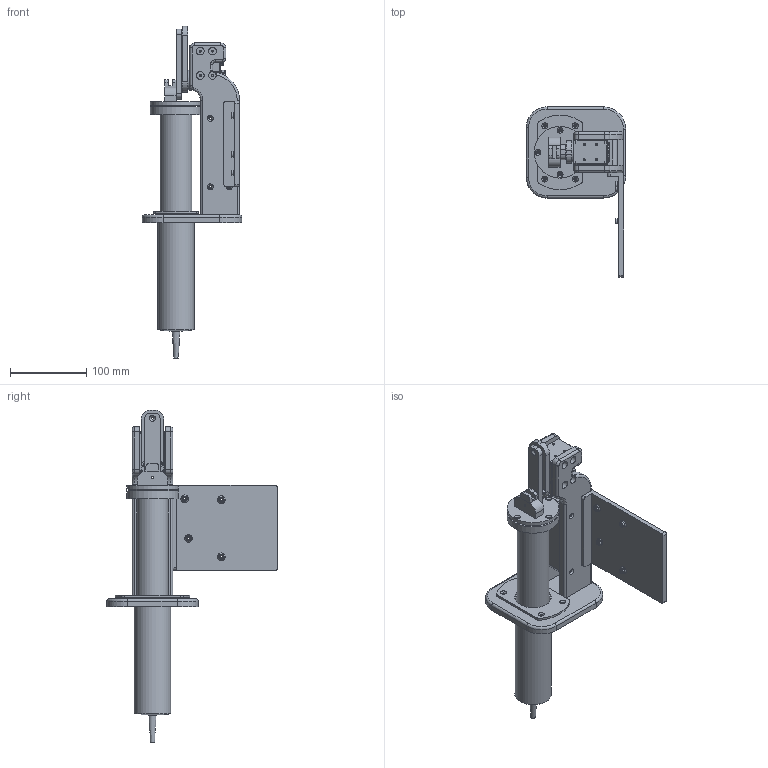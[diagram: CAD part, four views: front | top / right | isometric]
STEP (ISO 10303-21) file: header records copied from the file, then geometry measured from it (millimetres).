
FILE_DESCRIPTION(/* description */ (''),/* implementation_level */ '2;1');
FILE_NAME(/* name */ 'c01bd2f4-8a83-4328-92a3-c2f1addc7bf1.stp',/* time_stamp */ '2021-04-17T14:48:01+00:00',/* author */ (''),/* organization */ (''),/* preprocessor_version */ 'ST-DEVELOPER v18.1',/* originating_system */ 'Autodesk Translation Framework v10.6.0.1341',/* authorisation */ '');
FILE_SCHEMA (('AUTOMOTIVE_DESIGN { 1 0 10303 214 3 1 1 }'));
Length unit declared in the file: millimetre
Products named in the file (7): plunger; tube; plunger_1; base; lever; lever (1); MTV_ArduinoMEGA v1
Assembly tree (6 placements, depth 2):
  plunger
    tube
    plunger_1
    base
    lever
    lever (1)
    MTV_ArduinoMEGA v1
Bounding box: 130.94 x 224.04 x 436.32 mm (x, y, z)
Volume: 1004780.5 mm3; surface area: 280592.8 mm2
Topology: 14 solids, 14 shells, 580 faces, 1265 edges, 792 vertices
Faces by surface type: cylinder 244, plane 219, cone 87, torus 22, bspline 8
Full cylindrical faces by diameter (mm): 2 x4, 2.05 x40, 2.6 x8, 2.7 x12, 2.8 x24, 3.8 x20, 4.8 x8, 5.5 x1, 6 x4, 7 x4, 10 x8, 12 x1, 18.2 x1, 26 x2, 41.5 x1, 46 x1, 48 x3, 49 x1, 52 x1, 68 x2
Entity records: 16422 total; most frequent: DIRECTION 3027, CARTESIAN_POINT 2790, ORIENTED_EDGE 2514, EDGE_CURVE 1257, AXIS2_PLACEMENT_3D 1193, VERTEX_POINT 792, EDGE_LOOP 779, LINE 641
